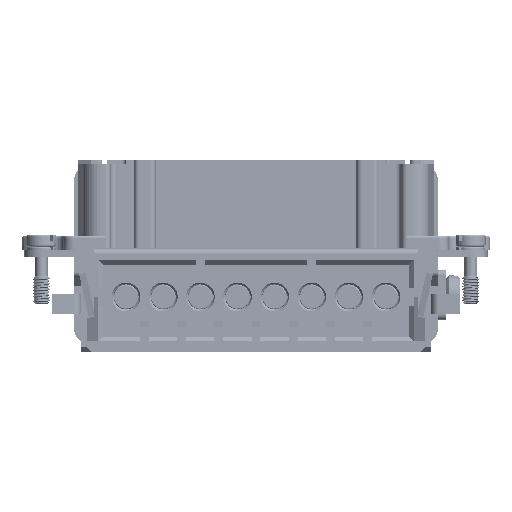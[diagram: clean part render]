
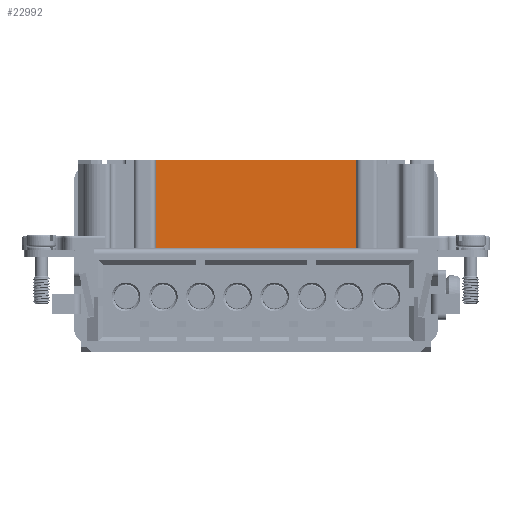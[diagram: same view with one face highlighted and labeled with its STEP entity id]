
A CAD part, front view. The second image highlights one B-rep face of the part: STEP entity #22992.
In plain terms, the highlighted planar face has unit normal (0, -1, 0).
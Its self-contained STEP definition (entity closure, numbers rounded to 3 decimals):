
#1981=PLANE('',#95303);
#5219=LINE('',#147733,#11794);
#5246=LINE('',#147803,#11821);
#5247=LINE('',#147805,#11822);
#5248=LINE('',#147807,#11823);
#11794=VECTOR('',#104468,1.);
#11821=VECTOR('',#104513,1.);
#11822=VECTOR('',#104514,1.);
#11823=VECTOR('',#104515,1.);
#22992=ADVANCED_FACE('',(#28106),#1981,.T.);
#28106=FACE_OUTER_BOUND('',#32636,.T.);
#32636=EDGE_LOOP('',(#39500,#39501,#39502,#39503));
#39500=ORIENTED_EDGE('',*,*,#77726,.F.);
#39501=ORIENTED_EDGE('',*,*,#77761,.T.);
#39502=ORIENTED_EDGE('',*,*,#77762,.T.);
#39503=ORIENTED_EDGE('',*,*,#77763,.F.);
#67958=VERTEX_POINT('',#147731);
#67960=VERTEX_POINT('',#147734);
#67994=VERTEX_POINT('',#147804);
#67995=VERTEX_POINT('',#147806);
#77726=EDGE_CURVE('',#67958,#67960,#5219,.T.);
#77761=EDGE_CURVE('',#67958,#67994,#5246,.T.);
#77762=EDGE_CURVE('',#67994,#67995,#5247,.T.);
#77763=EDGE_CURVE('',#67960,#67995,#5248,.T.);
#95303=AXIS2_PLACEMENT_3D('',#147808,#104516,#104517);
#104468=DIRECTION('',(-1.,0.,0.));
#104513=DIRECTION('',(0.,0.,1.));
#104514=DIRECTION('',(-1.,0.,0.));
#104515=DIRECTION('',(0.,0.,1.));
#104516=DIRECTION('',(0.,-1.,0.));
#104517=DIRECTION('',(0.,0.,-1.));
#147731=CARTESIAN_POINT('',(19.251,-7.65,-10.));
#147733=CARTESIAN_POINT('',(-26.25,-7.65,-10.));
#147734=CARTESIAN_POINT('',(-19.251,-7.65,-10.));
#147803=CARTESIAN_POINT('',(19.251,-7.65,-10.));
#147804=CARTESIAN_POINT('',(19.251,-7.65,6.));
#147805=CARTESIAN_POINT('',(-26.25,-7.65,6.));
#147806=CARTESIAN_POINT('',(-19.251,-7.65,6.));
#147807=CARTESIAN_POINT('',(-19.251,-7.65,-10.));
#147808=CARTESIAN_POINT('',(-26.25,-7.65,-10.15));
